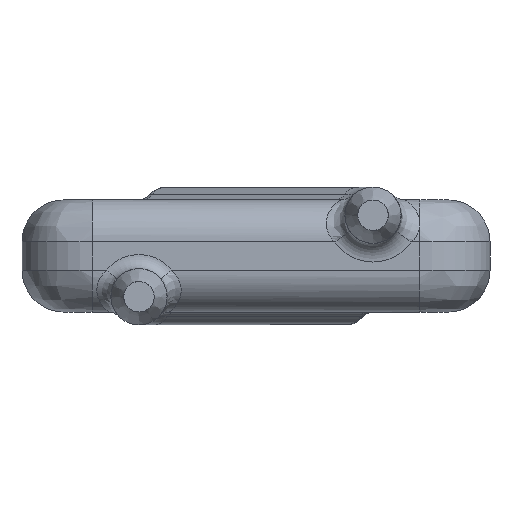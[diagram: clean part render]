
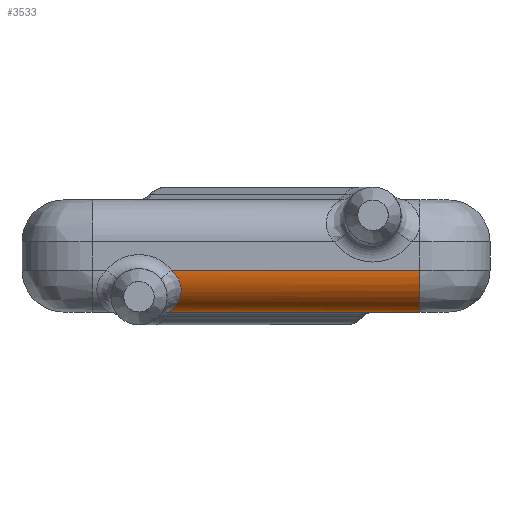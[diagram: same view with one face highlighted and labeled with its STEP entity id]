
A CAD part, front view. The second image highlights one B-rep face of the part: STEP entity #3533.
In plain terms, the highlighted cylindrical face has radius 0.9 mm (diameter 1.8 mm), a partial arc.
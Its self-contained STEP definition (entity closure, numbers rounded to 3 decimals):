
#217=B_SPLINE_CURVE_WITH_KNOTS('',3,(#8602,#8603,#8604,#8605,#8606,#8607,
#8608,#8609,#8610),.UNSPECIFIED.,.F.,.F.,(4,1,1,1,1,1,4),(-0.196,
-0.168,-0.14,-0.084,-0.056,
-0.028,0.),.UNSPECIFIED.);
#366=CYLINDRICAL_SURFACE('',#3860,0.9);
#509=FACE_OUTER_BOUND('',#681,.T.);
#681=EDGE_LOOP('',(#2992,#2993,#2994,#2995));
#889=LINE('',#8715,#1080);
#890=LINE('',#8718,#1081);
#1080=VECTOR('',#4591,10.);
#1081=VECTOR('',#4594,10.);
#1247=CIRCLE('',#3861,0.9);
#1637=VERTEX_POINT('',#8551);
#1639=VERTEX_POINT('',#8601);
#1650=VERTEX_POINT('',#8714);
#1651=VERTEX_POINT('',#8716);
#2135=EDGE_CURVE('',#1637,#1639,#217,.T.);
#2156=EDGE_CURVE('',#1637,#1650,#889,.T.);
#2157=EDGE_CURVE('',#1651,#1650,#1247,.T.);
#2158=EDGE_CURVE('',#1651,#1639,#890,.T.);
#2992=ORIENTED_EDGE('',*,*,#2135,.F.);
#2993=ORIENTED_EDGE('',*,*,#2156,.T.);
#2994=ORIENTED_EDGE('',*,*,#2157,.F.);
#2995=ORIENTED_EDGE('',*,*,#2158,.T.);
#3533=ADVANCED_FACE('',(#509),#366,.T.);
#3860=AXIS2_PLACEMENT_3D('',#8713,#4589,#4590);
#3861=AXIS2_PLACEMENT_3D('',#8717,#4592,#4593);
#4589=DIRECTION('center_axis',(-1.,0.,0.));
#4590=DIRECTION('ref_axis',(0.,-0.707,-0.707));
#4591=DIRECTION('',(1.,0.,0.));
#4592=DIRECTION('center_axis',(1.,0.,0.));
#4593=DIRECTION('ref_axis',(0.,-1.,0.));
#4594=DIRECTION('',(-1.,0.,0.));
#8551=CARTESIAN_POINT('',(-1.857,-6.1,-1.2));
#8601=CARTESIAN_POINT('',(-1.804,-7.,-0.3));
#8602=CARTESIAN_POINT('Ctrl Pts',(-1.857,-6.1,-1.2));
#8603=CARTESIAN_POINT('Ctrl Pts',(-1.857,-6.17,-1.2));
#8604=CARTESIAN_POINT('Ctrl Pts',(-1.834,-6.31,-1.183));
#8605=CARTESIAN_POINT('Ctrl Pts',(-1.731,-6.565,-1.091));
#8606=CARTESIAN_POINT('Ctrl Pts',(-1.614,-6.779,-0.919));
#8607=CARTESIAN_POINT('Ctrl Pts',(-1.59,-6.927,-0.677));
#8608=CARTESIAN_POINT('Ctrl Pts',(-1.649,-6.99,-0.477));
#8609=CARTESIAN_POINT('Ctrl Pts',(-1.744,-7.,-0.354));
#8610=CARTESIAN_POINT('Ctrl Pts',(-1.804,-7.,-0.3));
#8713=CARTESIAN_POINT('Origin',(-1.75,-6.1,-0.3));
#8714=CARTESIAN_POINT('',(3.5,-6.1,-1.2));
#8715=CARTESIAN_POINT('',(-1.75,-6.1,-1.2));
#8716=CARTESIAN_POINT('',(3.5,-7.,-0.3));
#8717=CARTESIAN_POINT('Origin',(3.5,-6.1,-0.3));
#8718=CARTESIAN_POINT('',(-1.75,-7.,-0.3));
